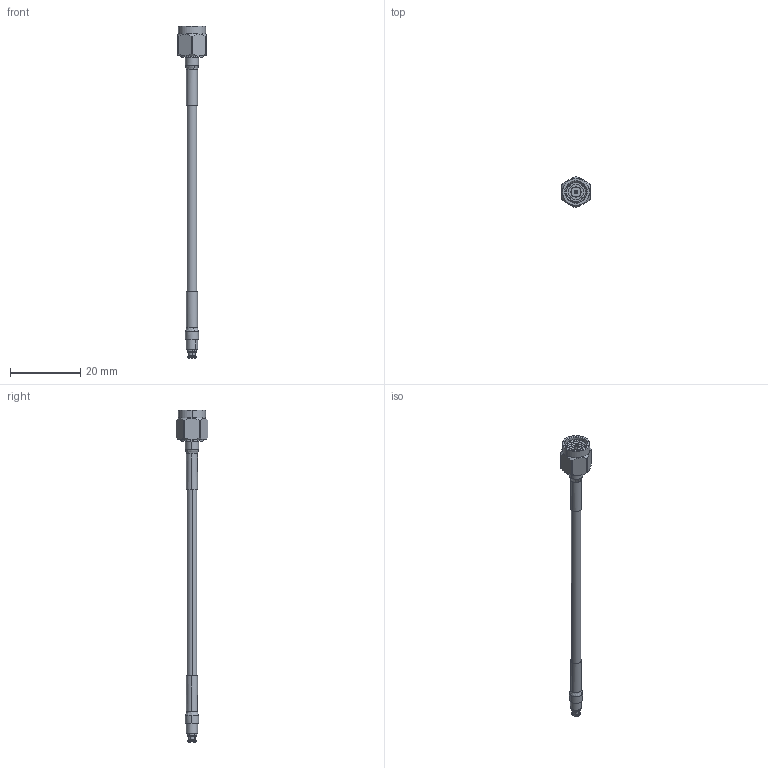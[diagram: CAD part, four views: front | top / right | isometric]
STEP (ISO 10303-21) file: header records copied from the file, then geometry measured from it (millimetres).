
FILE_DESCRIPTION (( 'STEP AP203' ), '1' );
FILE_NAME ('FMC0225085.step', '2019-03-28T23:14:21', ( '' ), ( '' ), 'SwSTEP 2.0', 'SolidWorks 2017', '' );
FILE_SCHEMA (( 'CONFIG_CONTROL_DESIGN' ));
Length unit declared in the file: inch
Products named in the file (5): SC3020; SC5431; FMC0225085; Coax Cable_FM-F086; HeatShrink ^FMC0225085
Assembly tree (4 placements, depth 2):
  FMC0225085
    Coax Cable_FM-F086
    SC3020
    HeatShrink ^FMC0225085
    SC5431
Bounding box: 8 x 9.02 x 94.79 mm (x, y, z)
Volume: 1005.6 mm3; surface area: 2051.1 mm2
Topology: 10 solids, 10 shells, 254 faces, 615 edges, 395 vertices
Faces by surface type: cylinder 92, plane 78, cone 65, bspline 13, torus 6
Entity records: 10588 total; most frequent: CARTESIAN_POINT 4160, DIRECTION 1259, ORIENTED_EDGE 1230, EDGE_CURVE 615, AXIS2_PLACEMENT_3D 515, VERTEX_POINT 395, EDGE_LOOP 276, CIRCLE 267
